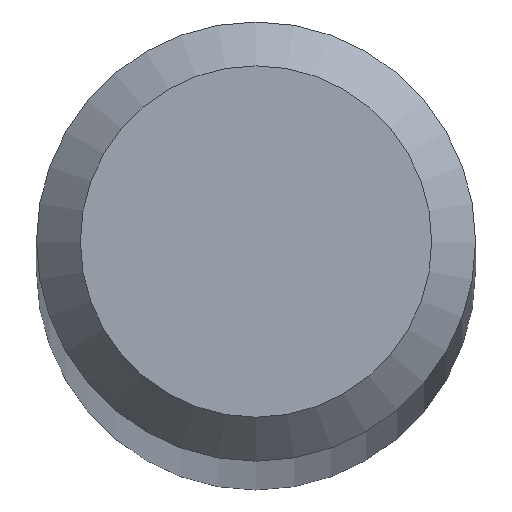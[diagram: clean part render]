
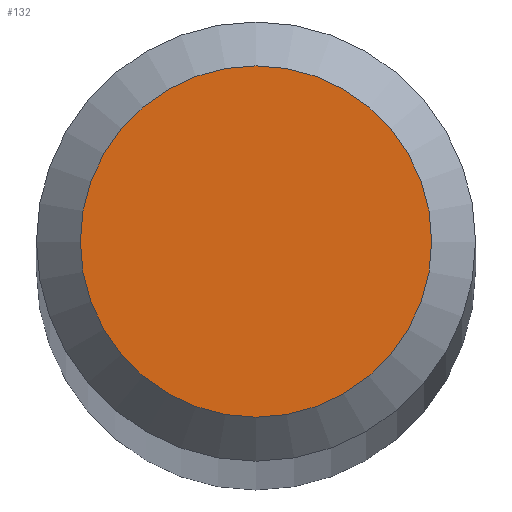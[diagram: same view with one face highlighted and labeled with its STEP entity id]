
A CAD part, top view. The second image highlights one B-rep face of the part: STEP entity #132.
In plain terms, the highlighted planar face has unit normal (0, 0, 1).
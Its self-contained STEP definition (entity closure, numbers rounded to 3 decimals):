
#7 = PLANE ( 'NONE',  #108 ) ;
#25 = DIRECTION ( 'NONE',  ( 0., 0., -1. ) ) ;
#53 = DIRECTION ( 'NONE',  ( -1., 0., 0. ) ) ;
#66 = CARTESIAN_POINT ( 'NONE',  ( 0., 0., 0. ) ) ;
#90 = CIRCLE ( 'NONE', #146, 0.472 ) ;
#106 = CARTESIAN_POINT ( 'NONE',  ( -0.472, 0., 0. ) ) ;
#108 = AXIS2_PLACEMENT_3D ( 'NONE', #187, #25, #158 ) ;
#110 = DIRECTION ( 'NONE',  ( 0., 0., 1. ) ) ;
#118 = FACE_OUTER_BOUND ( 'NONE', #150, .T. ) ;
#132 = ADVANCED_FACE ( 'NONE', ( #118 ), #7, .F. ) ;
#146 = AXIS2_PLACEMENT_3D ( 'NONE', #66, #110, #53 ) ;
#150 = EDGE_LOOP ( 'NONE', ( #194 ) ) ;
#158 = DIRECTION ( 'NONE',  ( -1., 0., 0. ) ) ;
#164 = VERTEX_POINT ( 'NONE', #106 ) ;
#179 = EDGE_CURVE ( 'NONE', #164, #164, #90, .T. ) ;
#187 = CARTESIAN_POINT ( 'NONE',  ( 0., 0.591, 0. ) ) ;
#194 = ORIENTED_EDGE ( 'NONE', *, *, #179, .T. ) ;
